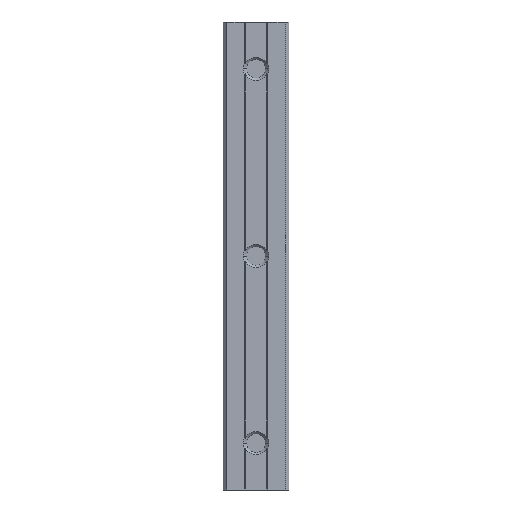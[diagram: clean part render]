
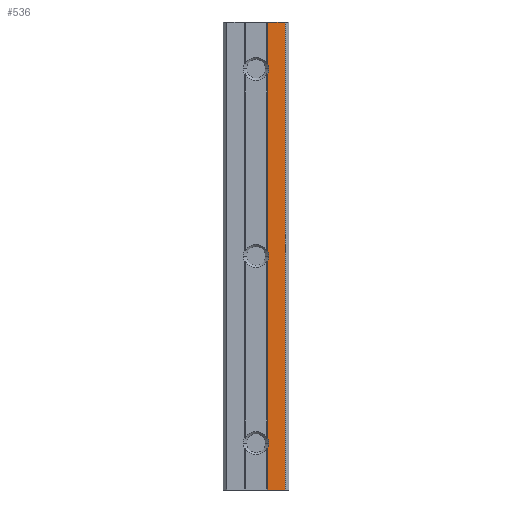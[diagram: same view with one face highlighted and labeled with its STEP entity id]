
A CAD part, front view. The second image highlights one B-rep face of the part: STEP entity #536.
In plain terms, the highlighted planar face has unit normal (0, -1, 0).
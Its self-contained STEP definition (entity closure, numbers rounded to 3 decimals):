
#10 = VERTEX_POINT ( 'NONE', #729 ) ;
#32 = EDGE_CURVE ( 'NONE', #33, #10, #824, .T. ) ;
#33 = VERTEX_POINT ( 'NONE', #820 ) ;
#50 = VERTEX_POINT ( 'NONE', #884 ) ;
#52 = EDGE_CURVE ( 'NONE', #53, #50, #963, .T. ) ;
#53 = VERTEX_POINT ( 'NONE', #990 ) ;
#68 = VERTEX_POINT ( 'NONE', #1002 ) ;
#70 = EDGE_CURVE ( 'NONE', #71, #68, #997, .T. ) ;
#71 = VERTEX_POINT ( 'NONE', #1014 ) ;
#256 = EDGE_CURVE ( 'NONE', #10, #258, #1285, .T. ) ;
#258 = VERTEX_POINT ( 'NONE', #1281 ) ;
#309 = EDGE_CURVE ( 'NONE', #481, #33, #1383, .T. ) ;
#378 = EDGE_CURVE ( 'NONE', #379, #467, #1539, .T. ) ;
#379 = VERTEX_POINT ( 'NONE', #1507 ) ;
#444 = VERTEX_POINT ( 'NONE', #1664 ) ;
#463 = EDGE_CURVE ( 'NONE', #444, #53, #1700, .T. ) ;
#466 = EDGE_CURVE ( 'NONE', #467, #71, #1695, .T. ) ;
#467 = VERTEX_POINT ( 'NONE', #1662 ) ;
#481 = VERTEX_POINT ( 'NONE', #1757 ) ;
#483 = EDGE_CURVE ( 'NONE', #50, #481, #1759, .T. ) ;
#490 = EDGE_CURVE ( 'NONE', #68, #444, #1776, .T. ) ;
#492 = ORIENTED_EDGE ( 'NONE', *, *, #493, .F. ) ;
#493 = EDGE_CURVE ( 'NONE', #379, #494, #1768, .T. ) ;
#494 = VERTEX_POINT ( 'NONE', #1646 ) ;
#495 = ORIENTED_EDGE ( 'NONE', *, *, #378, .T. ) ;
#496 = ORIENTED_EDGE ( 'NONE', *, *, #466, .T. ) ;
#497 = ORIENTED_EDGE ( 'NONE', *, *, #70, .T. ) ;
#498 = ORIENTED_EDGE ( 'NONE', *, *, #490, .T. ) ;
#499 = ORIENTED_EDGE ( 'NONE', *, *, #463, .T. ) ;
#536 = ADVANCED_FACE ( 'NONE', ( #1800 ), #1882, .T. ) ;
#537 = EDGE_LOOP ( 'NONE', ( #492, #495, #496, #497, #498, #499, #598, #599, #600, #601, #602, #651, #654 ) ) ;
#598 = ORIENTED_EDGE ( 'NONE', *, *, #52, .T. ) ;
#599 = ORIENTED_EDGE ( 'NONE', *, *, #483, .T. ) ;
#600 = ORIENTED_EDGE ( 'NONE', *, *, #309, .T. ) ;
#601 = ORIENTED_EDGE ( 'NONE', *, *, #32, .T. ) ;
#602 = ORIENTED_EDGE ( 'NONE', *, *, #256, .T. ) ;
#626 = EDGE_CURVE ( 'NONE', #494, #653, #1889, .T. ) ;
#651 = ORIENTED_EDGE ( 'NONE', *, *, #652, .T. ) ;
#652 = EDGE_CURVE ( 'NONE', #258, #653, #1932, .T. ) ;
#653 = VERTEX_POINT ( 'NONE', #1928 ) ;
#654 = ORIENTED_EDGE ( 'NONE', *, *, #626, .F. ) ;
#729 = CARTESIAN_POINT ( 'NONE',  ( 5., -23., -117.292 ) ) ;
#820 = CARTESIAN_POINT ( 'NONE',  ( 5.5, -23., -115. ) ) ;
#821 = DIRECTION ( 'NONE',  ( 1., 0., 0. ) ) ;
#822 = DIRECTION ( 'NONE',  ( 0., 1., 0. ) ) ;
#823 = AXIS2_PLACEMENT_3D ( 'NONE', #829, #822, #821 ) ;
#824 = CIRCLE ( 'NONE', #823, 5.5 ) ;
#829 = CARTESIAN_POINT ( 'NONE',  ( 0., -23., -115. ) ) ;
#884 = CARTESIAN_POINT ( 'NONE',  ( 5., -23., -37.292 ) ) ;
#963 = CIRCLE ( 'NONE', #993, 5.5 ) ;
#990 = CARTESIAN_POINT ( 'NONE',  ( 5.5, -23., -35. ) ) ;
#991 = DIRECTION ( 'NONE',  ( 1., 0., 0. ) ) ;
#992 = DIRECTION ( 'NONE',  ( 0., 1., 0. ) ) ;
#993 = AXIS2_PLACEMENT_3D ( 'NONE', #1031, #992, #991 ) ;
#994 = DIRECTION ( 'NONE',  ( 0., 1., 0. ) ) ;
#995 = CARTESIAN_POINT ( 'NONE',  ( 0., -23., 45. ) ) ;
#996 = AXIS2_PLACEMENT_3D ( 'NONE', #995, #994, #1015 ) ;
#997 = CIRCLE ( 'NONE', #996, 5.5 ) ;
#1002 = CARTESIAN_POINT ( 'NONE',  ( 5., -23., 42.708 ) ) ;
#1014 = CARTESIAN_POINT ( 'NONE',  ( 5.5, -23., 45. ) ) ;
#1015 = DIRECTION ( 'NONE',  ( 1., 0., 0. ) ) ;
#1031 = CARTESIAN_POINT ( 'NONE',  ( 0., -23., -35. ) ) ;
#1281 = CARTESIAN_POINT ( 'NONE',  ( 5., -23., -135. ) ) ;
#1282 = DIRECTION ( 'NONE',  ( 0., 0., -1. ) ) ;
#1283 = VECTOR ( 'NONE', #1282, 1000. ) ;
#1284 = CARTESIAN_POINT ( 'NONE',  ( 5., -23., -100.1 ) ) ;
#1285 = LINE ( 'NONE', #1284, #1283 ) ;
#1379 = DIRECTION ( 'NONE',  ( 1., 0., 0. ) ) ;
#1380 = DIRECTION ( 'NONE',  ( 0., 1., 0. ) ) ;
#1381 = CARTESIAN_POINT ( 'NONE',  ( 0., -23., -115. ) ) ;
#1382 = AXIS2_PLACEMENT_3D ( 'NONE', #1381, #1380, #1379 ) ;
#1383 = CIRCLE ( 'NONE', #1382, 5.5 ) ;
#1507 = CARTESIAN_POINT ( 'NONE',  ( 5., -23., 65. ) ) ;
#1508 = VECTOR ( 'NONE', #1537, 1000. ) ;
#1537 = DIRECTION ( 'NONE',  ( 0., 0., -1. ) ) ;
#1538 = CARTESIAN_POINT ( 'NONE',  ( 5., -23., -100.1 ) ) ;
#1539 = LINE ( 'NONE', #1538, #1508 ) ;
#1646 = CARTESIAN_POINT ( 'NONE',  ( 12.5, -23., 65. ) ) ;
#1647 = DIRECTION ( 'NONE',  ( 1., 0., 0. ) ) ;
#1648 = VECTOR ( 'NONE', #1647, 1000. ) ;
#1649 = CARTESIAN_POINT ( 'NONE',  ( 0., -23., 65. ) ) ;
#1662 = CARTESIAN_POINT ( 'NONE',  ( 5., -23., 47.292 ) ) ;
#1664 = CARTESIAN_POINT ( 'NONE',  ( 5., -23., -32.708 ) ) ;
#1691 = DIRECTION ( 'NONE',  ( 1., 0., 0. ) ) ;
#1692 = DIRECTION ( 'NONE',  ( 0., 1., 0. ) ) ;
#1693 = CARTESIAN_POINT ( 'NONE',  ( 0., -23., 45. ) ) ;
#1694 = AXIS2_PLACEMENT_3D ( 'NONE', #1693, #1692, #1691 ) ;
#1695 = CIRCLE ( 'NONE', #1694, 5.5 ) ;
#1696 = DIRECTION ( 'NONE',  ( 1., 0., 0. ) ) ;
#1697 = DIRECTION ( 'NONE',  ( 0., 1., 0. ) ) ;
#1698 = CARTESIAN_POINT ( 'NONE',  ( 0., -23., -35. ) ) ;
#1699 = AXIS2_PLACEMENT_3D ( 'NONE', #1698, #1697, #1696 ) ;
#1700 = CIRCLE ( 'NONE', #1699, 5.5 ) ;
#1703 = DIRECTION ( 'NONE',  ( 0., 0., -1. ) ) ;
#1704 = VECTOR ( 'NONE', #1703, 1000. ) ;
#1705 = CARTESIAN_POINT ( 'NONE',  ( 5., -23., -100.1 ) ) ;
#1757 = CARTESIAN_POINT ( 'NONE',  ( 5., -23., -112.708 ) ) ;
#1759 = LINE ( 'NONE', #1705, #1704 ) ;
#1768 = LINE ( 'NONE', #1649, #1648 ) ;
#1769 = DIRECTION ( 'NONE',  ( 0., 0., -1. ) ) ;
#1770 = VECTOR ( 'NONE', #1769, 1000. ) ;
#1771 = CARTESIAN_POINT ( 'NONE',  ( 5., -23., -100.1 ) ) ;
#1776 = LINE ( 'NONE', #1771, #1770 ) ;
#1800 = FACE_OUTER_BOUND ( 'NONE', #537, .T. ) ;
#1843 = DIRECTION ( 'NONE',  ( 0., -1., 0. ) ) ;
#1844 = CARTESIAN_POINT ( 'NONE',  ( 5., -23., -100.1 ) ) ;
#1845 = AXIS2_PLACEMENT_3D ( 'NONE', #1844, #1843, #1874 ) ;
#1874 = DIRECTION ( 'NONE',  ( 1., 0., 0. ) ) ;
#1882 = PLANE ( 'NONE',  #1845 ) ;
#1886 = DIRECTION ( 'NONE',  ( 0., 0., -1. ) ) ;
#1887 = VECTOR ( 'NONE', #1886, 1000. ) ;
#1888 = CARTESIAN_POINT ( 'NONE',  ( 12.5, -23., -100.1 ) ) ;
#1889 = LINE ( 'NONE', #1888, #1887 ) ;
#1928 = CARTESIAN_POINT ( 'NONE',  ( 12.5, -23., -135. ) ) ;
#1929 = DIRECTION ( 'NONE',  ( 1., 0., 0. ) ) ;
#1930 = VECTOR ( 'NONE', #1929, 1000. ) ;
#1931 = CARTESIAN_POINT ( 'NONE',  ( 0., -23., -135. ) ) ;
#1932 = LINE ( 'NONE', #1931, #1930 ) ;
